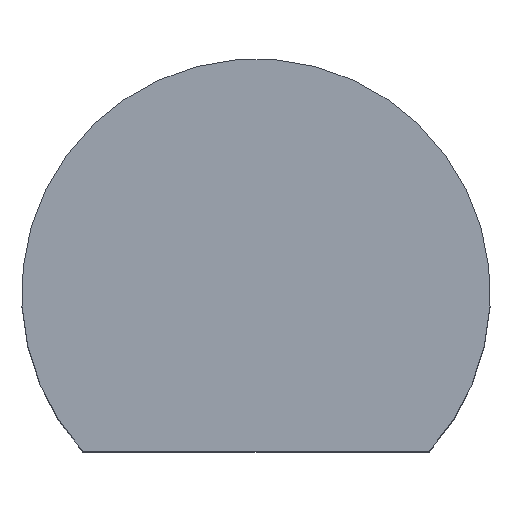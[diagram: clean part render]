
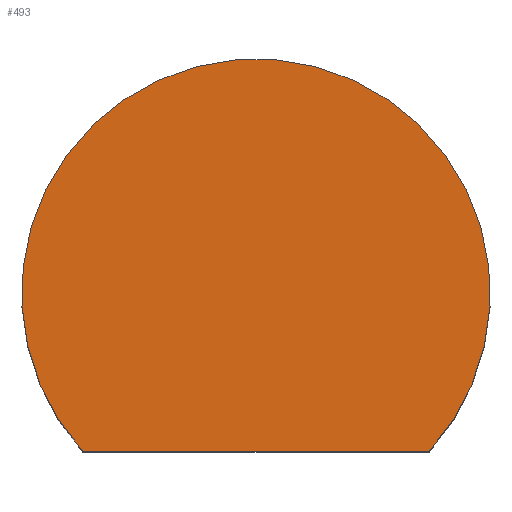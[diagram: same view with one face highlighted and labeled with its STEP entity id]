
A CAD part, top view. The second image highlights one B-rep face of the part: STEP entity #493.
In plain terms, the highlighted planar face has unit normal (0, 0, 1).
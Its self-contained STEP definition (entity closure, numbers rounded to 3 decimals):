
#257 = VERTEX_POINT('',#258);
#258 = CARTESIAN_POINT('',(-0.429,-1.55,7.6));
#264 = EDGE_CURVE('',#257,#265,#267,.T.);
#265 = VERTEX_POINT('',#266);
#266 = CARTESIAN_POINT('',(2.969,-1.55,7.6));
#267 = LINE('',#268,#269);
#268 = CARTESIAN_POINT('',(-0.429,-1.55,7.6));
#269 = VECTOR('',#270,1.);
#270 = DIRECTION('',(1.,0.,0.));
#288 = EDGE_CURVE('',#265,#257,#289,.T.);
#289 = CIRCLE('',#290,2.3);
#290 = AXIS2_PLACEMENT_3D('',#291,#292,#293);
#291 = CARTESIAN_POINT('',(1.27,0.,7.6));
#292 = DIRECTION('',(0.,0.,1.));
#293 = DIRECTION('',(1.,0.,0.));
#493 = ADVANCED_FACE('',(#494),#498,.F.);
#494 = FACE_BOUND('',#495,.T.);
#495 = EDGE_LOOP('',(#496,#497));
#496 = ORIENTED_EDGE('',*,*,#264,.T.);
#497 = ORIENTED_EDGE('',*,*,#288,.T.);
#498 = PLANE('',#499);
#499 = AXIS2_PLACEMENT_3D('',#500,#501,#502);
#500 = CARTESIAN_POINT('',(-0.429,-1.55,7.6));
#501 = DIRECTION('',(0.,0.,-1.));
#502 = DIRECTION('',(-1.,0.,0.));
